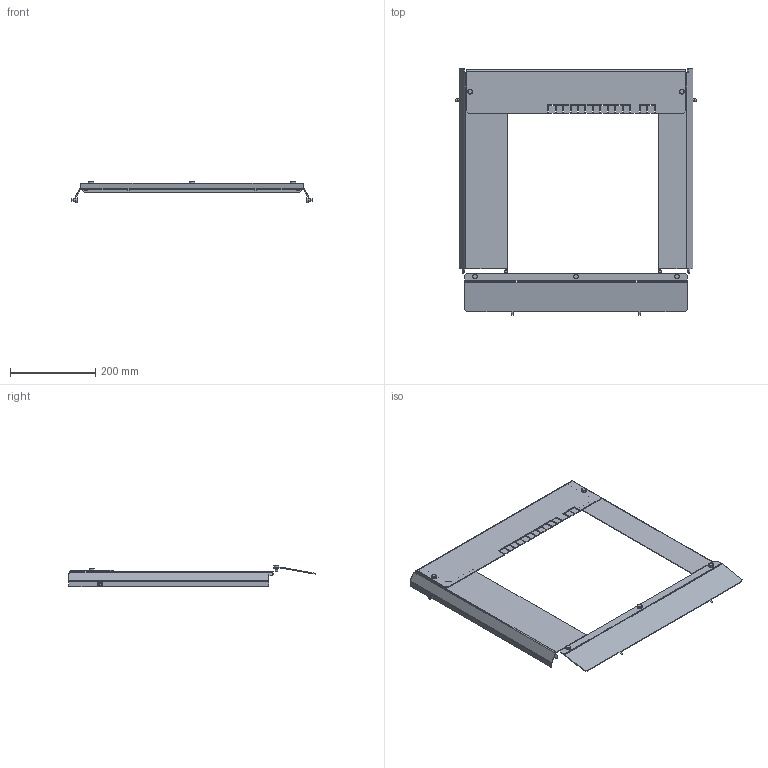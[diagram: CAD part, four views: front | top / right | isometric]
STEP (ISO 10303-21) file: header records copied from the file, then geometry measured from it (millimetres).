
FILE_DESCRIPTION(('STEP AP214'),'1');
FILE_NAME('cctmp_9F274AC2-0A80-4144-9EE9-B0F67601B44C_2024_05_23_13_23_28_0017..stp','2024-05-23T11:23:28',('SIEMENS A&D'),('CADClick - www.CADClick.com'),'Spatial InterOp 3D',' ','unknown authorization');
FILE_SCHEMA(('AUTOMOTIVE_DESIGN'));
Length unit declared in the file: millimetre
Products named in the file (12): cc_unnamed; 2024_05_23_13_23_27_0995; 2024_05_23_13_23_27_0963; 2024_05_23_13_23_27_0932; 2024_05_23_13_23_27_0894; 2024_05_23_13_23_27_0863; 2024_05_23_13_23_27_0832; 2024_05_23_13_23_27_0794; 2024_05_23_13_23_27_0763; 2024_05_23_13_23_27_0732; 2024_05_23_13_23_27_0694; 2024_05_23_13_23_27_0663
Assembly tree (11 placements, depth 2):
  cc_unnamed
    2024_05_23_13_23_27_0995
    2024_05_23_13_23_27_0963
    2024_05_23_13_23_27_0932
    2024_05_23_13_23_27_0894
    2024_05_23_13_23_27_0863
    2024_05_23_13_23_27_0832
    2024_05_23_13_23_27_0794
    2024_05_23_13_23_27_0763
    2024_05_23_13_23_27_0732
    2024_05_23_13_23_27_0694
    2024_05_23_13_23_27_0663
Bounding box: 567 x 579.95 x 50.25 mm (x, y, z)
Volume: 369432 mm3; surface area: 432709.7 mm2
Topology: 11 solids, 11 shells, 367 faces, 984 edges, 644 vertices
Faces by surface type: plane 243, cylinder 92, cone 32
Entity records: 14771 total; most frequent: CARTESIAN_POINT 2007, ORIENTED_EDGE 1968, DIRECTION 1962, EDGE_CURVE 984, LINE 764, VECTOR 764, VERTEX_POINT 644, AXIS2_PLACEMENT_3D 599
